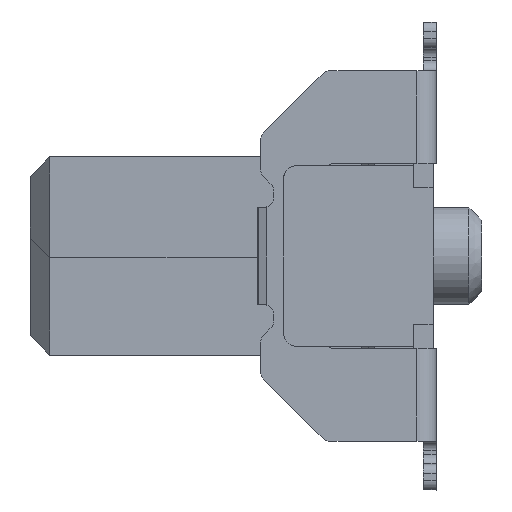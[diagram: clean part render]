
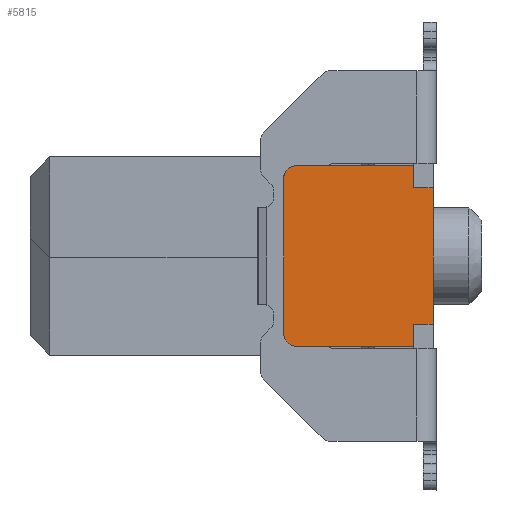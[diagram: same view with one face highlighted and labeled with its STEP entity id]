
A CAD part, left-side view. The second image highlights one B-rep face of the part: STEP entity #5815.
In plain terms, the highlighted planar face has unit normal (-1, 0, 0).
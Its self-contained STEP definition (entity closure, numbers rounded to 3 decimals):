
#1166 = DIRECTION ( 'NONE',  ( 0., 0., -1. ) ) ;
#2004 = CARTESIAN_POINT ( 'NONE',  ( -6.405, 2.3, -1.39 ) ) ;
#2140 = VERTEX_POINT ( 'NONE', #19105 ) ;
#2158 = CARTESIAN_POINT ( 'NONE',  ( -6.405, 2.1, -1.39 ) ) ;
#3208 = LINE ( 'NONE', #24225, #30208 ) ;
#5004 = EDGE_CURVE ( 'NONE', #19836, #30519, #21040, .T. ) ;
#5072 = CARTESIAN_POINT ( 'NONE',  ( -6.405, 0.3, -1.05 ) ) ;
#5607 = DIRECTION ( 'NONE',  ( 0., -1., 0. ) ) ;
#5815 = ADVANCED_FACE ( 'NONE', ( #10873 ), #9567, .F. ) ;
#6481 = CIRCLE ( 'NONE', #22738, 0.2 ) ;
#6858 = EDGE_LOOP ( 'NONE', ( #25782, #8147, #22900, #27258, #33446, #32217, #33218, #21063, #19262, #7579 ) ) ;
#7579 = ORIENTED_EDGE ( 'NONE', *, *, #10545, .T. ) ;
#7756 = VECTOR ( 'NONE', #34437, 1000. ) ;
#8147 = ORIENTED_EDGE ( 'NONE', *, *, #25334, .T. ) ;
#8276 = VERTEX_POINT ( 'NONE', #18470 ) ;
#8992 = EDGE_CURVE ( 'NONE', #9156, #8276, #9783, .T. ) ;
#9142 = CARTESIAN_POINT ( 'NONE',  ( -6.405, 0.3, 1.05 ) ) ;
#9156 = VERTEX_POINT ( 'NONE', #25440 ) ;
#9268 = CARTESIAN_POINT ( 'NONE',  ( -6.405, 2.1, 1.19 ) ) ;
#9567 = PLANE ( 'NONE',  #25940 ) ;
#9783 = LINE ( 'NONE', #27590, #32165 ) ;
#10397 = CARTESIAN_POINT ( 'NONE',  ( -6.405, 0.3, 1.39 ) ) ;
#10545 = EDGE_CURVE ( 'NONE', #30519, #17248, #32531, .T. ) ;
#10873 = FACE_OUTER_BOUND ( 'NONE', #6858, .T. ) ;
#11417 = EDGE_CURVE ( 'NONE', #9156, #25756, #27818, .T. ) ;
#11436 = DIRECTION ( 'NONE',  ( 0., -1., 0. ) ) ;
#11714 = CIRCLE ( 'NONE', #31064, 0.2 ) ;
#11851 = DIRECTION ( 'NONE',  ( 0., 0., 1. ) ) ;
#11986 = DIRECTION ( 'NONE',  ( 0., 0., -1. ) ) ;
#12253 = VECTOR ( 'NONE', #18180, 1000. ) ;
#12264 = DIRECTION ( 'NONE',  ( 0., 0., -1. ) ) ;
#14535 = LINE ( 'NONE', #21513, #28883 ) ;
#14918 = LINE ( 'NONE', #2004, #7756 ) ;
#15408 = EDGE_CURVE ( 'NONE', #17248, #2140, #25769, .T. ) ;
#15513 = CARTESIAN_POINT ( 'NONE',  ( -6.405, 2.3, -1.19 ) ) ;
#16533 = VECTOR ( 'NONE', #21238, 1000. ) ;
#17248 = VERTEX_POINT ( 'NONE', #30369 ) ;
#17385 = DIRECTION ( 'NONE',  ( -1., 0., 0. ) ) ;
#18180 = DIRECTION ( 'NONE',  ( 0., -1., 0. ) ) ;
#18470 = CARTESIAN_POINT ( 'NONE',  ( -6.405, 0., 1.05 ) ) ;
#18566 = EDGE_CURVE ( 'NONE', #24510, #19836, #11714, .T. ) ;
#18936 = DIRECTION ( 'NONE',  ( 0., -1., 0. ) ) ;
#19105 = CARTESIAN_POINT ( 'NONE',  ( -6.405, 0., -1.05 ) ) ;
#19262 = ORIENTED_EDGE ( 'NONE', *, *, #5004, .T. ) ;
#19836 = VERTEX_POINT ( 'NONE', #2158 ) ;
#20695 = EDGE_CURVE ( 'NONE', #30139, #20714, #6481, .T. ) ;
#20714 = VERTEX_POINT ( 'NONE', #25531 ) ;
#21040 = LINE ( 'NONE', #21772, #28199 ) ;
#21063 = ORIENTED_EDGE ( 'NONE', *, *, #18566, .T. ) ;
#21238 = DIRECTION ( 'NONE',  ( 0., 0., 1. ) ) ;
#21513 = CARTESIAN_POINT ( 'NONE',  ( -6.405, 0., -1.39 ) ) ;
#21772 = CARTESIAN_POINT ( 'NONE',  ( -6.405, 2.3, -1.39 ) ) ;
#22738 = AXIS2_PLACEMENT_3D ( 'NONE', #9268, #28142, #11986 ) ;
#22900 = ORIENTED_EDGE ( 'NONE', *, *, #8992, .F. ) ;
#23004 = CARTESIAN_POINT ( 'NONE',  ( -6.405, 2.3, -1.39 ) ) ;
#23216 = EDGE_CURVE ( 'NONE', #30139, #25756, #3208, .T. ) ;
#24225 = CARTESIAN_POINT ( 'NONE',  ( -6.405, 2.3, 1.39 ) ) ;
#24510 = VERTEX_POINT ( 'NONE', #15513 ) ;
#25334 = EDGE_CURVE ( 'NONE', #2140, #8276, #14535, .T. ) ;
#25440 = CARTESIAN_POINT ( 'NONE',  ( -6.405, 0.3, 1.05 ) ) ;
#25531 = CARTESIAN_POINT ( 'NONE',  ( -6.405, 2.3, 1.19 ) ) ;
#25756 = VERTEX_POINT ( 'NONE', #10397 ) ;
#25769 = LINE ( 'NONE', #34303, #12253 ) ;
#25782 = ORIENTED_EDGE ( 'NONE', *, *, #15408, .T. ) ;
#25940 = AXIS2_PLACEMENT_3D ( 'NONE', #23004, #28422, #12264 ) ;
#27258 = ORIENTED_EDGE ( 'NONE', *, *, #11417, .T. ) ;
#27590 = CARTESIAN_POINT ( 'NONE',  ( -6.405, 0.3, 1.05 ) ) ;
#27818 = LINE ( 'NONE', #9142, #33293 ) ;
#28142 = DIRECTION ( 'NONE',  ( -1., 0., 0. ) ) ;
#28199 = VECTOR ( 'NONE', #5607, 1000. ) ;
#28422 = DIRECTION ( 'NONE',  ( 1., 0., 0. ) ) ;
#28883 = VECTOR ( 'NONE', #32256, 1000. ) ;
#30139 = VERTEX_POINT ( 'NONE', #32210 ) ;
#30208 = VECTOR ( 'NONE', #18936, 1000. ) ;
#30369 = CARTESIAN_POINT ( 'NONE',  ( -6.405, 0.3, -1.05 ) ) ;
#30519 = VERTEX_POINT ( 'NONE', #31695 ) ;
#31064 = AXIS2_PLACEMENT_3D ( 'NONE', #33515, #17385, #1166 ) ;
#31352 = EDGE_CURVE ( 'NONE', #24510, #20714, #14918, .T. ) ;
#31695 = CARTESIAN_POINT ( 'NONE',  ( -6.405, 0.3, -1.39 ) ) ;
#32165 = VECTOR ( 'NONE', #11436, 1000. ) ;
#32210 = CARTESIAN_POINT ( 'NONE',  ( -6.405, 2.1, 1.39 ) ) ;
#32217 = ORIENTED_EDGE ( 'NONE', *, *, #20695, .T. ) ;
#32256 = DIRECTION ( 'NONE',  ( 0., 0., 1. ) ) ;
#32531 = LINE ( 'NONE', #5072, #16533 ) ;
#33218 = ORIENTED_EDGE ( 'NONE', *, *, #31352, .F. ) ;
#33293 = VECTOR ( 'NONE', #11851, 1000. ) ;
#33446 = ORIENTED_EDGE ( 'NONE', *, *, #23216, .F. ) ;
#33515 = CARTESIAN_POINT ( 'NONE',  ( -6.405, 2.1, -1.19 ) ) ;
#34303 = CARTESIAN_POINT ( 'NONE',  ( -6.405, 0.3, -1.05 ) ) ;
#34437 = DIRECTION ( 'NONE',  ( 0., 0., 1. ) ) ;
